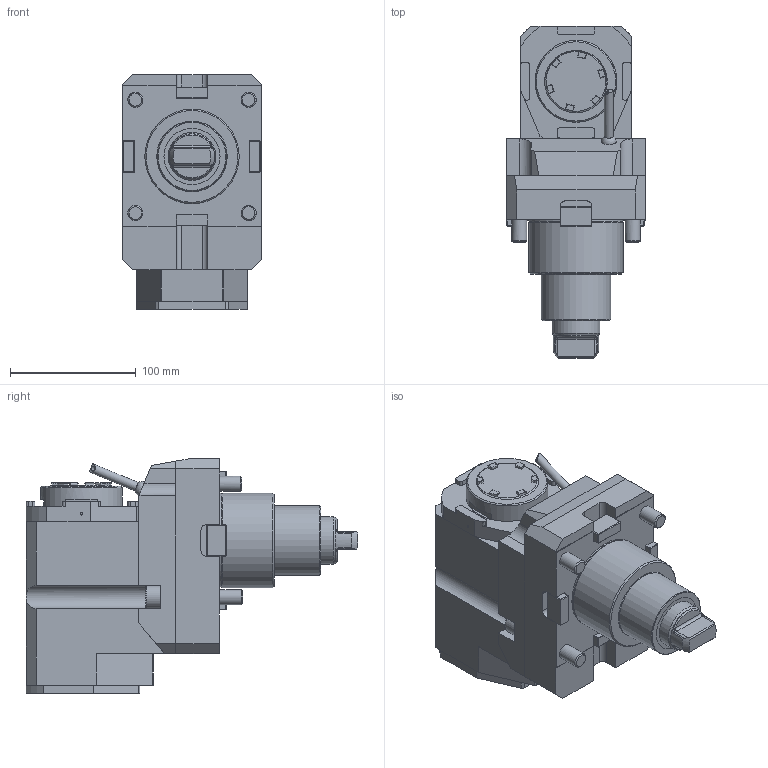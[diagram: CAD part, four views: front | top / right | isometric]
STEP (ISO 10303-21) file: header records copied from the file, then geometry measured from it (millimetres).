
FILE_DESCRIPTION (( 'STEP AP214' ), '1' );
FILE_NAME ('RRPPAH40I421UT75P.STEP', '2025-09-19T15:57:10', ( '' ), ( '' ), 'SwSTEP 2.0', 'SolidWorks 2023', '' );
FILE_SCHEMA (( 'AUTOMOTIVE_DESIGN' ));
Length unit declared in the file: millimetre
Products named in the file (1): RRPPAH40I421UT75P
Bounding box: 110 x 263.7 x 186.5 mm (x, y, z)
Volume: 2511679.6 mm3; surface area: 149038.8 mm2
Topology: 1 solids, 1 shells, 694 faces, 1855 edges, 1215 vertices
Faces by surface type: plane 477, cylinder 110, bspline 85, cone 18, torus 3, sphere 1
Full cylindrical faces by diameter (mm): 1.7 x1, 2.1 x1, 4 x1, 6.366 x1, 7 x1, 12 x4, 18 x2, 36 x1, 38 x1, 55 x1, 65 x1, 74.6 x1, 75 x1
Entity records: 30260 total; most frequent: CARTESIAN_POINT 10062, ORIENTED_EDGE 3618, DIRECTION 3051, EDGE_CURVE 1809, LINE 1339, VECTOR 1339, VERTEX_POINT 1202, AXIS2_PLACEMENT_3D 856
